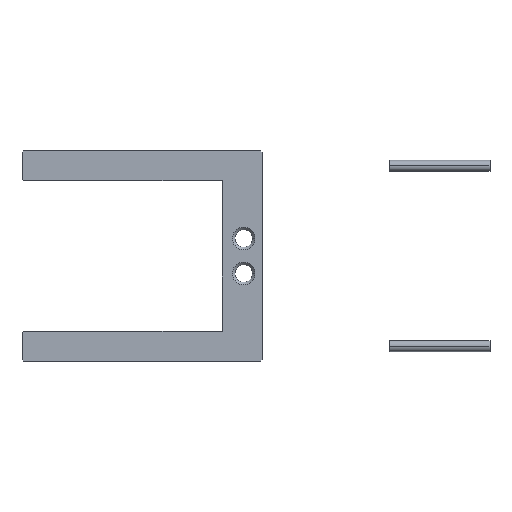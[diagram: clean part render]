
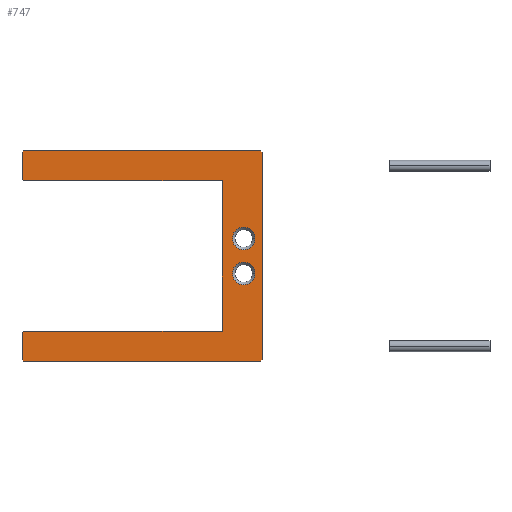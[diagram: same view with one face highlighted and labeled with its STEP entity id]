
A CAD part, top view. The second image highlights one B-rep face of the part: STEP entity #747.
In plain terms, the highlighted planar face has unit normal (0, 0, 1).
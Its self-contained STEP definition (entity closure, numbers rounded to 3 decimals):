
#154=DIRECTION('',(0.707,0.707,0.));
#155=VECTOR('',#154,0.424);
#156=CARTESIAN_POINT('',(23.7,-21.,5.));
#157=LINE('',#156,#155);
#158=DIRECTION('',(1.,0.,0.));
#159=VECTOR('',#158,47.4);
#160=CARTESIAN_POINT('',(-23.7,-21.,5.));
#161=LINE('',#160,#159);
#162=DIRECTION('',(0.707,-0.707,0.));
#163=VECTOR('',#162,0.424);
#164=CARTESIAN_POINT('',(-24.,-20.7,5.));
#165=LINE('',#164,#163);
#166=DIRECTION('',(0.,-1.,0.));
#167=VECTOR('',#166,5.4);
#168=CARTESIAN_POINT('',(-24.,-15.3,5.));
#169=LINE('',#168,#167);
#170=DIRECTION('',(-0.707,-0.707,0.));
#171=VECTOR('',#170,0.424);
#172=CARTESIAN_POINT('',(-23.7,-15.,5.));
#173=LINE('',#172,#171);
#174=DIRECTION('',(-1.,0.,0.));
#175=VECTOR('',#174,39.7);
#176=CARTESIAN_POINT('',(16.,-15.,5.));
#177=LINE('',#176,#175);
#178=DIRECTION('',(0.,-1.,0.));
#179=VECTOR('',#178,30.);
#180=CARTESIAN_POINT('',(16.,15.,5.));
#181=LINE('',#180,#179);
#182=DIRECTION('',(1.,0.,0.));
#183=VECTOR('',#182,39.7);
#184=CARTESIAN_POINT('',(-23.7,15.,5.));
#185=LINE('',#184,#183);
#186=DIRECTION('',(0.707,-0.707,0.));
#187=VECTOR('',#186,0.424);
#188=CARTESIAN_POINT('',(-24.,15.3,5.));
#189=LINE('',#188,#187);
#190=DIRECTION('',(0.,-1.,0.));
#191=VECTOR('',#190,5.4);
#192=CARTESIAN_POINT('',(-24.,20.7,5.));
#193=LINE('',#192,#191);
#194=DIRECTION('',(-0.707,-0.707,0.));
#195=VECTOR('',#194,0.424);
#196=CARTESIAN_POINT('',(-23.7,21.,5.));
#197=LINE('',#196,#195);
#198=DIRECTION('',(-1.,0.,0.));
#199=VECTOR('',#198,47.4);
#200=CARTESIAN_POINT('',(23.7,21.,5.));
#201=LINE('',#200,#199);
#202=DIRECTION('',(-0.707,0.707,0.));
#203=VECTOR('',#202,0.424);
#204=CARTESIAN_POINT('',(24.,20.7,5.));
#205=LINE('',#204,#203);
#206=DIRECTION('',(0.,1.,0.));
#207=VECTOR('',#206,41.4);
#208=CARTESIAN_POINT('',(24.,-20.7,5.));
#209=LINE('',#208,#207);
#210=CARTESIAN_POINT('',(20.3,3.5,5.));
#211=DIRECTION('',(0.,0.,-1.));
#212=DIRECTION('',(-1.,0.,0.));
#213=AXIS2_PLACEMENT_3D('',#210,#211,#212);
#215=CARTESIAN_POINT('',(20.3,3.5,5.));
#216=DIRECTION('',(0.,0.,-1.));
#217=DIRECTION('',(1.,0.,0.));
#218=AXIS2_PLACEMENT_3D('',#215,#216,#217);
#220=CARTESIAN_POINT('',(20.3,-3.5,5.));
#221=DIRECTION('',(0.,0.,-1.));
#222=DIRECTION('',(1.,0.,0.));
#223=AXIS2_PLACEMENT_3D('',#220,#221,#222);
#225=CARTESIAN_POINT('',(20.3,-3.5,5.));
#226=DIRECTION('',(0.,0.,-1.));
#227=DIRECTION('',(-1.,0.,0.));
#228=AXIS2_PLACEMENT_3D('',#225,#226,#227);
#358=CARTESIAN_POINT('',(16.,15.,5.));
#359=CARTESIAN_POINT('',(16.,-15.,5.));
#360=VERTEX_POINT('',#358);
#361=VERTEX_POINT('',#359);
#366=CARTESIAN_POINT('',(23.7,-21.,5.));
#367=VERTEX_POINT('',#366);
#368=CARTESIAN_POINT('',(24.,-20.7,5.));
#369=VERTEX_POINT('',#368);
#374=CARTESIAN_POINT('',(-24.,-20.7,5.));
#375=VERTEX_POINT('',#374);
#376=CARTESIAN_POINT('',(-23.7,-21.,5.));
#377=VERTEX_POINT('',#376);
#382=CARTESIAN_POINT('',(-23.7,21.,5.));
#383=VERTEX_POINT('',#382);
#384=CARTESIAN_POINT('',(-24.,20.7,5.));
#385=VERTEX_POINT('',#384);
#390=CARTESIAN_POINT('',(24.,20.7,5.));
#391=VERTEX_POINT('',#390);
#392=CARTESIAN_POINT('',(23.7,21.,5.));
#393=VERTEX_POINT('',#392);
#398=CARTESIAN_POINT('',(-23.7,-15.,5.));
#399=VERTEX_POINT('',#398);
#400=CARTESIAN_POINT('',(-24.,-15.3,5.));
#401=VERTEX_POINT('',#400);
#406=CARTESIAN_POINT('',(-24.,15.3,5.));
#407=VERTEX_POINT('',#406);
#408=CARTESIAN_POINT('',(-23.7,15.,5.));
#409=VERTEX_POINT('',#408);
#410=CARTESIAN_POINT('',(18.05,3.5,5.));
#411=CARTESIAN_POINT('',(22.55,3.5,5.));
#412=VERTEX_POINT('',#410);
#413=VERTEX_POINT('',#411);
#418=CARTESIAN_POINT('',(22.55,-3.5,5.));
#419=CARTESIAN_POINT('',(18.05,-3.5,5.));
#420=VERTEX_POINT('',#418);
#421=VERTEX_POINT('',#419);
#714=CARTESIAN_POINT('',(0.,0.,5.));
#715=DIRECTION('',(0.,0.,1.));
#716=DIRECTION('',(1.,0.,0.));
#717=AXIS2_PLACEMENT_3D('',#714,#715,#716);
#718=PLANE('',#717);
#719=ORIENTED_EDGE('',*,*,#514,.F.);
#720=ORIENTED_EDGE('',*,*,#530,.F.);
#721=ORIENTED_EDGE('',*,*,#543,.F.);
#722=ORIENTED_EDGE('',*,*,#558,.F.);
#723=ORIENTED_EDGE('',*,*,#571,.F.);
#724=ORIENTED_EDGE('',*,*,#586,.F.);
#725=ORIENTED_EDGE('',*,*,#605,.F.);
#726=ORIENTED_EDGE('',*,*,#618,.F.);
#727=ORIENTED_EDGE('',*,*,#639,.F.);
#728=ORIENTED_EDGE('',*,*,#652,.F.);
#729=ORIENTED_EDGE('',*,*,#667,.F.);
#730=ORIENTED_EDGE('',*,*,#682,.F.);
#731=ORIENTED_EDGE('',*,*,#695,.F.);
#732=ORIENTED_EDGE('',*,*,#707,.F.);
#733=EDGE_LOOP('',(#719,#720,#721,#722,#723,#724,#725,#726,#727,#728,#729,#730,
#731,#732));
#734=FACE_OUTER_BOUND('',#733,.F.);
#736=ORIENTED_EDGE('',*,*,#735,.F.);
#738=ORIENTED_EDGE('',*,*,#737,.F.);
#739=EDGE_LOOP('',(#736,#738));
#740=FACE_BOUND('',#739,.F.);
#742=ORIENTED_EDGE('',*,*,#741,.F.);
#744=ORIENTED_EDGE('',*,*,#743,.F.);
#745=EDGE_LOOP('',(#742,#744));
#746=FACE_BOUND('',#745,.F.);
#747=ADVANCED_FACE('',(#734,#740,#746),#718,.T.);
#214=CIRCLE('',#213,2.25);
#219=CIRCLE('',#218,2.25);
#224=CIRCLE('',#223,2.25);
#229=CIRCLE('',#228,2.25);
#514=EDGE_CURVE('',#367,#369,#157,.T.);
#530=EDGE_CURVE('',#377,#367,#161,.T.);
#543=EDGE_CURVE('',#375,#377,#165,.T.);
#558=EDGE_CURVE('',#401,#375,#169,.T.);
#571=EDGE_CURVE('',#399,#401,#173,.T.);
#586=EDGE_CURVE('',#361,#399,#177,.T.);
#605=EDGE_CURVE('',#360,#361,#181,.T.);
#618=EDGE_CURVE('',#409,#360,#185,.T.);
#639=EDGE_CURVE('',#407,#409,#189,.T.);
#652=EDGE_CURVE('',#385,#407,#193,.T.);
#667=EDGE_CURVE('',#383,#385,#197,.T.);
#682=EDGE_CURVE('',#393,#383,#201,.T.);
#695=EDGE_CURVE('',#391,#393,#205,.T.);
#707=EDGE_CURVE('',#369,#391,#209,.T.);
#735=EDGE_CURVE('',#412,#413,#214,.T.);
#737=EDGE_CURVE('',#413,#412,#219,.T.);
#741=EDGE_CURVE('',#420,#421,#224,.T.);
#743=EDGE_CURVE('',#421,#420,#229,.T.);
